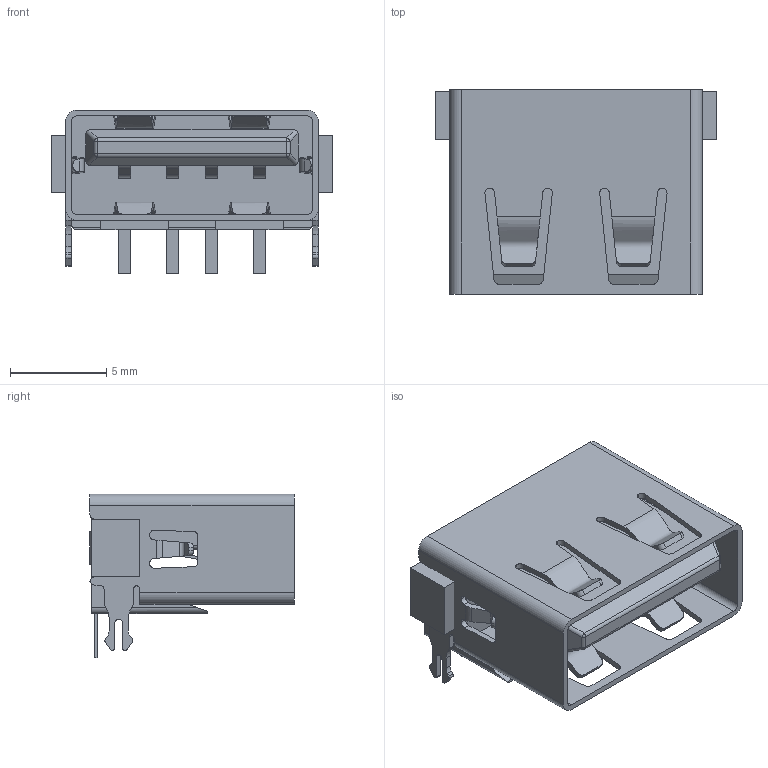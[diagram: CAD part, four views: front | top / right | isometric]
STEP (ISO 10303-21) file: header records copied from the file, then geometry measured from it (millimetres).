
FILE_DESCRIPTION (( 'STEP AP214' ), '1' );
FILE_NAME ('USB-A-TH_4P-L14.3-W10.6-H6.2-S1.2.step', '2022-07-15T08:16:39', ( '' ), ( '' ), 'SwSTEP 2.0', 'SolidWorks 2020', '' );
FILE_SCHEMA (( 'AUTOMOTIVE_DESIGN' ));
Length unit declared in the file: millimetre
Products named in the file (1): USB-A-TH_4P-L14.3-W10.6-H6.2-S1.2
Bounding box: 14.6 x 10.6 x 8.5 mm (x, y, z)
Volume: 436.1 mm3; surface area: 1319.5 mm2
Topology: 2 solids, 2 shells, 777 faces, 2091 edges, 1342 vertices
Faces by surface type: plane 484, cylinder 169, bspline 120, sphere 4
Entity records: 34421 total; most frequent: CARTESIAN_POINT 7121, ORIENTED_EDGE 4174, DIRECTION 3395, EDGE_CURVE 2087, VECTOR 1499, LINE 1499, VERTEX_POINT 1342, AXIS2_PLACEMENT_3D 948
